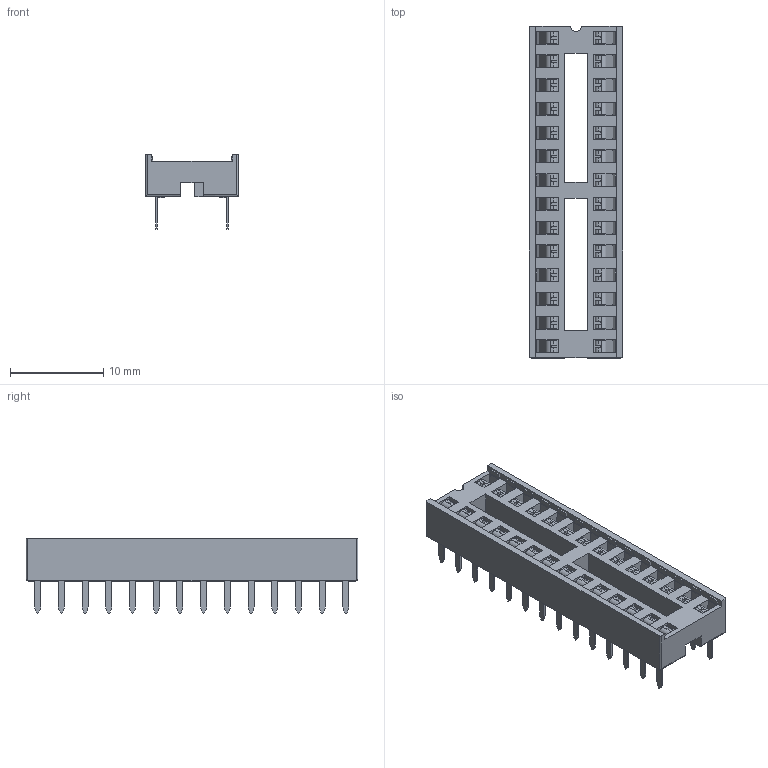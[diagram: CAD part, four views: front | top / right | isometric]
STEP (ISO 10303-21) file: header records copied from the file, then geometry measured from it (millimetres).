
FILE_DESCRIPTION(/* description */ (''),/* implementation_level */ '2;1');
FILE_NAME(/* name */ 'Socket_DIP28.stp',/* time_stamp */ '2018-07-28T22:14:41+02:00',/* author */ ('gabri'),/* organization */ (''),/* preprocessor_version */ 'ST-DEVELOPER v17',/* originating_system */ 'Autodesk Inventor 2019',/* authorisation */ '');
FILE_SCHEMA (('AUTOMOTIVE_DESIGN { 1 0 10303 214 3 1 1 }'));
Length unit declared in the file: millimetre
Products named in the file (1): Socket_DIP28
Bounding box: 10 x 35.55 x 8 mm (x, y, z)
Volume: 1033.9 mm3; surface area: 2969.5 mm2
Topology: 57 solids, 57 shells, 943 faces, 2399 edges, 1598 vertices
Faces by surface type: plane 794, cylinder 149
Entity records: 28120 total; most frequent: CARTESIAN_POINT 4941, ORIENTED_EDGE 4798, DIRECTION 4581, EDGE_CURVE 2399, LINE 2105, VECTOR 2105, VERTEX_POINT 1598, AXIS2_PLACEMENT_3D 1238
